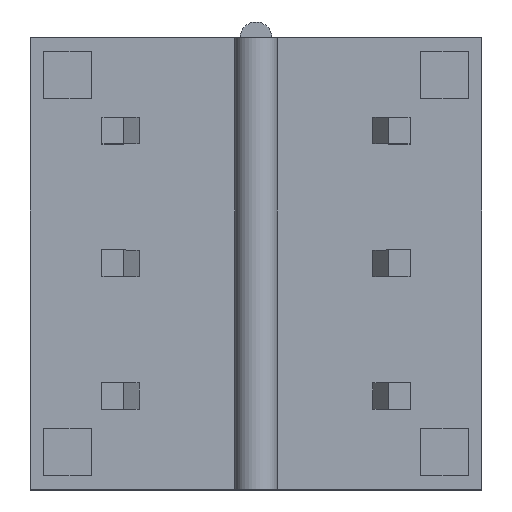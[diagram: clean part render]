
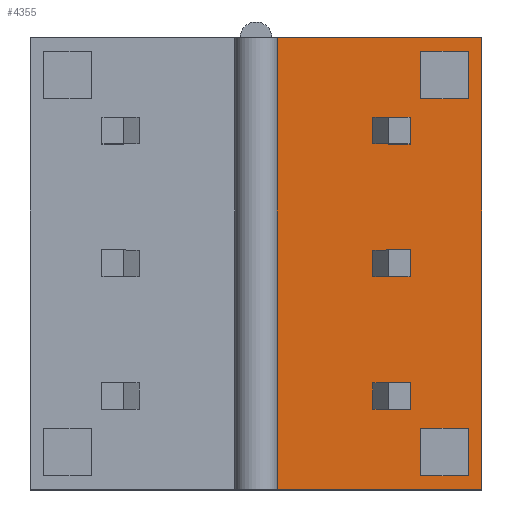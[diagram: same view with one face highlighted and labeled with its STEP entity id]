
A CAD part, top view. The second image highlights one B-rep face of the part: STEP entity #4355.
In plain terms, the highlighted planar face has unit normal (0, 0, 1).
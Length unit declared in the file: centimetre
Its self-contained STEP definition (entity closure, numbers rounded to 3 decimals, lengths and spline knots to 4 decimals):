
#24=FACE_BOUND('',#427,.T.);
#25=FACE_BOUND('',#428,.T.);
#26=FACE_BOUND('',#429,.T.);
#27=FACE_BOUND('',#430,.T.);
#28=FACE_BOUND('',#431,.T.);
#197=FACE_OUTER_BOUND('',#426,.T.);
#426=EDGE_LOOP('',(#3524,#3525,#3526,#3527));
#427=EDGE_LOOP('',(#3528,#3529,#3530,#3531));
#428=EDGE_LOOP('',(#3532,#3533,#3534,#3535));
#429=EDGE_LOOP('',(#3536,#3537,#3538,#3539));
#430=EDGE_LOOP('',(#3540,#3541,#3542,#3543));
#431=EDGE_LOOP('',(#3544,#3545,#3546,#3547));
#874=LINE('',#6514,#1477);
#885=LINE('',#6535,#1488);
#901=LINE('',#6567,#1504);
#902=LINE('',#6569,#1505);
#904=LINE('',#6575,#1507);
#915=LINE('',#6596,#1518);
#931=LINE('',#6628,#1534);
#932=LINE('',#6630,#1535);
#934=LINE('',#6638,#1537);
#935=LINE('',#6642,#1538);
#943=LINE('',#6655,#1546);
#944=LINE('',#6656,#1547);
#945=LINE('',#6659,#1548);
#946=LINE('',#6661,#1549);
#947=LINE('',#6663,#1550);
#948=LINE('',#6664,#1551);
#949=LINE('',#6667,#1552);
#950=LINE('',#6669,#1553);
#951=LINE('',#6671,#1554);
#952=LINE('',#6672,#1555);
#953=LINE('',#6675,#1556);
#954=LINE('',#6677,#1557);
#955=LINE('',#6679,#1558);
#956=LINE('',#6680,#1559);
#1477=VECTOR('',#5293,1.);
#1488=VECTOR('',#5306,1.);
#1504=VECTOR('',#5338,1.);
#1505=VECTOR('',#5341,1.);
#1507=VECTOR('',#5345,1.);
#1518=VECTOR('',#5358,1.);
#1534=VECTOR('',#5390,1.);
#1535=VECTOR('',#5393,1.);
#1537=VECTOR('',#5399,1.);
#1538=VECTOR('',#5404,1.);
#1546=VECTOR('',#5414,1.);
#1547=VECTOR('',#5415,1.);
#1548=VECTOR('',#5416,1.);
#1549=VECTOR('',#5417,1.);
#1550=VECTOR('',#5418,1.);
#1551=VECTOR('',#5419,1.);
#1552=VECTOR('',#5420,1.);
#1553=VECTOR('',#5421,1.);
#1554=VECTOR('',#5422,1.);
#1555=VECTOR('',#5423,1.);
#1556=VECTOR('',#5424,1.);
#1557=VECTOR('',#5425,1.);
#1558=VECTOR('',#5426,1.);
#1559=VECTOR('',#5427,1.);
#1977=VERTEX_POINT('',#6510);
#1979=VERTEX_POINT('',#6513);
#1987=VERTEX_POINT('',#6531);
#1996=VERTEX_POINT('',#6565);
#1997=VERTEX_POINT('',#6571);
#1999=VERTEX_POINT('',#6574);
#2007=VERTEX_POINT('',#6592);
#2016=VERTEX_POINT('',#6626);
#2019=VERTEX_POINT('',#6635);
#2020=VERTEX_POINT('',#6637);
#2021=VERTEX_POINT('',#6641);
#2025=VERTEX_POINT('',#6654);
#2026=VERTEX_POINT('',#6657);
#2027=VERTEX_POINT('',#6658);
#2028=VERTEX_POINT('',#6660);
#2029=VERTEX_POINT('',#6662);
#2030=VERTEX_POINT('',#6665);
#2031=VERTEX_POINT('',#6666);
#2032=VERTEX_POINT('',#6668);
#2033=VERTEX_POINT('',#6670);
#2034=VERTEX_POINT('',#6673);
#2035=VERTEX_POINT('',#6674);
#2036=VERTEX_POINT('',#6676);
#2037=VERTEX_POINT('',#6678);
#2496=EDGE_CURVE('',#1979,#1977,#874,.T.);
#2507=EDGE_CURVE('',#1987,#1979,#885,.T.);
#2523=EDGE_CURVE('',#1977,#1996,#901,.T.);
#2524=EDGE_CURVE('',#1996,#1987,#902,.T.);
#2526=EDGE_CURVE('',#1999,#1997,#904,.T.);
#2537=EDGE_CURVE('',#2007,#1999,#915,.T.);
#2553=EDGE_CURVE('',#1997,#2016,#931,.T.);
#2554=EDGE_CURVE('',#2016,#2007,#932,.T.);
#2557=EDGE_CURVE('',#2020,#2019,#934,.T.);
#2559=EDGE_CURVE('',#2020,#2021,#935,.T.);
#2567=EDGE_CURVE('',#2025,#2019,#943,.T.);
#2568=EDGE_CURVE('',#2021,#2025,#944,.T.);
#2569=EDGE_CURVE('',#2026,#2027,#945,.T.);
#2570=EDGE_CURVE('',#2027,#2028,#946,.T.);
#2571=EDGE_CURVE('',#2028,#2029,#947,.T.);
#2572=EDGE_CURVE('',#2029,#2026,#948,.T.);
#2573=EDGE_CURVE('',#2030,#2031,#949,.T.);
#2574=EDGE_CURVE('',#2031,#2032,#950,.T.);
#2575=EDGE_CURVE('',#2032,#2033,#951,.T.);
#2576=EDGE_CURVE('',#2033,#2030,#952,.T.);
#2577=EDGE_CURVE('',#2034,#2035,#953,.T.);
#2578=EDGE_CURVE('',#2035,#2036,#954,.T.);
#2579=EDGE_CURVE('',#2036,#2037,#955,.T.);
#2580=EDGE_CURVE('',#2037,#2034,#956,.T.);
#3524=ORIENTED_EDGE('',*,*,#2557,.T.);
#3525=ORIENTED_EDGE('',*,*,#2567,.F.);
#3526=ORIENTED_EDGE('',*,*,#2568,.F.);
#3527=ORIENTED_EDGE('',*,*,#2559,.F.);
#3528=ORIENTED_EDGE('',*,*,#2496,.T.);
#3529=ORIENTED_EDGE('',*,*,#2523,.T.);
#3530=ORIENTED_EDGE('',*,*,#2524,.T.);
#3531=ORIENTED_EDGE('',*,*,#2507,.T.);
#3532=ORIENTED_EDGE('',*,*,#2526,.T.);
#3533=ORIENTED_EDGE('',*,*,#2553,.T.);
#3534=ORIENTED_EDGE('',*,*,#2554,.T.);
#3535=ORIENTED_EDGE('',*,*,#2537,.T.);
#3536=ORIENTED_EDGE('',*,*,#2569,.T.);
#3537=ORIENTED_EDGE('',*,*,#2570,.T.);
#3538=ORIENTED_EDGE('',*,*,#2571,.T.);
#3539=ORIENTED_EDGE('',*,*,#2572,.T.);
#3540=ORIENTED_EDGE('',*,*,#2573,.T.);
#3541=ORIENTED_EDGE('',*,*,#2574,.T.);
#3542=ORIENTED_EDGE('',*,*,#2575,.T.);
#3543=ORIENTED_EDGE('',*,*,#2576,.T.);
#3544=ORIENTED_EDGE('',*,*,#2577,.T.);
#3545=ORIENTED_EDGE('',*,*,#2578,.T.);
#3546=ORIENTED_EDGE('',*,*,#2579,.T.);
#3547=ORIENTED_EDGE('',*,*,#2580,.T.);
#4136=PLANE('',#4603);
#4355=ADVANCED_FACE('',(#197,#24,#25,#26,#27,#28),#4136,.T.);
#4603=AXIS2_PLACEMENT_3D('',#6653,#5412,#5413);
#5293=DIRECTION('',(-1.,0.,0.));
#5306=DIRECTION('',(0.,-1.,0.));
#5338=DIRECTION('',(0.,1.,0.));
#5341=DIRECTION('',(1.,0.,0.));
#5345=DIRECTION('',(-1.,0.,0.));
#5358=DIRECTION('',(0.,-1.,0.));
#5390=DIRECTION('',(0.,1.,0.));
#5393=DIRECTION('',(1.,0.,0.));
#5399=DIRECTION('',(0.,-1.,0.));
#5404=DIRECTION('',(1.,0.,0.));
#5412=DIRECTION('center_axis',(0.,0.,1.));
#5413=DIRECTION('ref_axis',(1.,0.,0.));
#5414=DIRECTION('',(-1.,0.,0.));
#5415=DIRECTION('',(0.,-1.,0.));
#5416=DIRECTION('',(-1.,0.,0.));
#5417=DIRECTION('',(0.,1.,0.));
#5418=DIRECTION('',(1.,0.,0.));
#5419=DIRECTION('',(0.,-1.,0.));
#5420=DIRECTION('',(0.,-1.,0.));
#5421=DIRECTION('',(-1.,0.,0.));
#5422=DIRECTION('',(0.,1.,0.));
#5423=DIRECTION('',(1.,0.,0.));
#5424=DIRECTION('',(0.,-1.,0.));
#5425=DIRECTION('',(-1.,0.,0.));
#5426=DIRECTION('',(0.,1.,0.));
#5427=DIRECTION('',(1.,0.,0.));
#6510=CARTESIAN_POINT('',(0.25,0.225,0.05));
#6513=CARTESIAN_POINT('',(0.29,0.225,0.05));
#6514=CARTESIAN_POINT('',(0.1308,0.225,0.05));
#6531=CARTESIAN_POINT('',(0.29,0.275,0.05));
#6535=CARTESIAN_POINT('',(0.29,0.125,0.05));
#6565=CARTESIAN_POINT('',(0.25,0.275,0.05));
#6567=CARTESIAN_POINT('',(0.25,0.125,0.05));
#6569=CARTESIAN_POINT('',(0.1308,0.275,0.05));
#6571=CARTESIAN_POINT('',(0.25,-0.275,0.05));
#6574=CARTESIAN_POINT('',(0.29,-0.275,0.05));
#6575=CARTESIAN_POINT('',(0.1308,-0.275,0.05));
#6592=CARTESIAN_POINT('',(0.29,-0.225,0.05));
#6596=CARTESIAN_POINT('',(0.29,-0.125,0.05));
#6626=CARTESIAN_POINT('',(0.25,-0.225,0.05));
#6628=CARTESIAN_POINT('',(0.25,-0.125,0.05));
#6630=CARTESIAN_POINT('',(0.1308,-0.225,0.05));
#6635=CARTESIAN_POINT('',(0.04,-0.425,0.05));
#6637=CARTESIAN_POINT('',(0.04,0.425,0.05));
#6638=CARTESIAN_POINT('',(0.04,0.425,0.05));
#6641=CARTESIAN_POINT('',(0.425,0.425,0.05));
#6642=CARTESIAN_POINT('',(0.425,0.425,0.05));
#6653=CARTESIAN_POINT('Origin',(0.,0.,
0.05));
#6654=CARTESIAN_POINT('',(0.425,-0.425,0.05));
#6655=CARTESIAN_POINT('',(-0.425,-0.425,0.05));
#6656=CARTESIAN_POINT('',(0.425,-0.425,0.05));
#6657=CARTESIAN_POINT('',(0.29,-0.025,0.05));
#6658=CARTESIAN_POINT('',(0.25,-0.025,0.05));
#6659=CARTESIAN_POINT('',(0.1308,-0.025,0.05));
#6660=CARTESIAN_POINT('',(0.25,0.025,0.05));
#6661=CARTESIAN_POINT('',(0.25,0.,0.05));
#6662=CARTESIAN_POINT('',(0.29,0.025,0.05));
#6663=CARTESIAN_POINT('',(0.1308,0.025,0.05));
#6664=CARTESIAN_POINT('',(0.29,0.,0.05));
#6665=CARTESIAN_POINT('',(0.4,-0.31,0.05));
#6666=CARTESIAN_POINT('',(0.4,-0.4,0.05));
#6667=CARTESIAN_POINT('',(0.4,-0.155,0.05));
#6668=CARTESIAN_POINT('',(0.31,-0.4,0.05));
#6669=CARTESIAN_POINT('',(0.2,-0.4,0.05));
#6670=CARTESIAN_POINT('',(0.31,-0.31,0.05));
#6671=CARTESIAN_POINT('',(0.31,-0.2,0.05));
#6672=CARTESIAN_POINT('',(0.155,-0.31,0.05));
#6673=CARTESIAN_POINT('',(0.4,0.4,0.05));
#6674=CARTESIAN_POINT('',(0.4,0.31,0.05));
#6675=CARTESIAN_POINT('',(0.4,0.2,0.05));
#6676=CARTESIAN_POINT('',(0.31,0.31,0.05));
#6677=CARTESIAN_POINT('',(0.2,0.31,0.05));
#6678=CARTESIAN_POINT('',(0.31,0.4,0.05));
#6679=CARTESIAN_POINT('',(0.31,0.155,0.05));
#6680=CARTESIAN_POINT('',(0.155,0.4,0.05));
